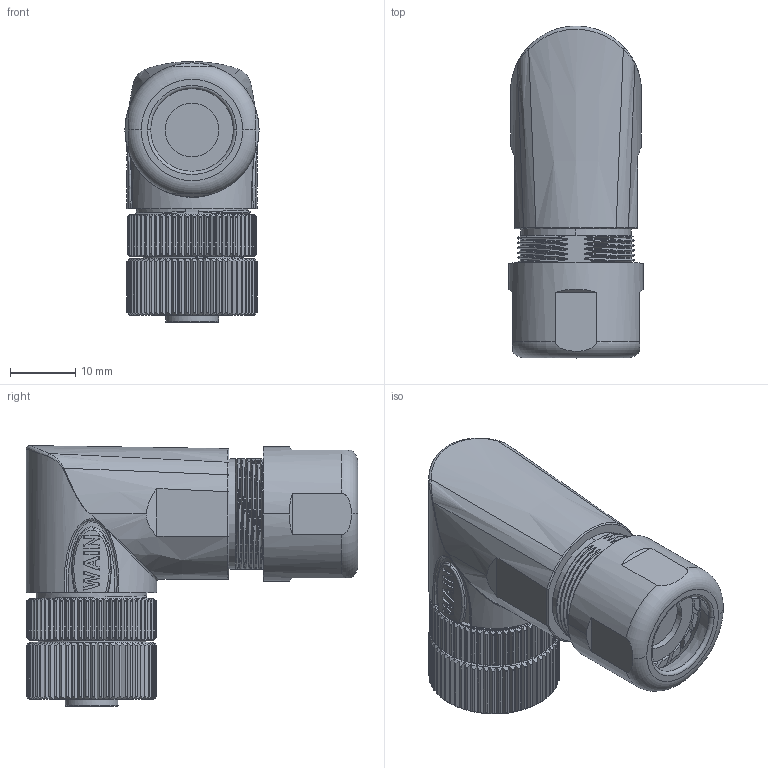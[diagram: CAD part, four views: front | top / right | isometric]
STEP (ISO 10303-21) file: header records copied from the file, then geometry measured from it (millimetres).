
FILE_DESCRIPTION((''),'2;1');
FILE_NAME('PRT0001','2021-01-06T',('zh.su'),(''),'PRO/ENGINEER BY PARAMETRIC TECHNOLOGY CORPORATION, 2012480','PRO/ENGINEER BY PARAMETRIC TECHNOLOGY CORPORATION, 2012480','');
FILE_SCHEMA(('CONFIG_CONTROL_DESIGN'));
Products named in the file (1): PRT0001
Bounding box: 20.5 x 50.72 x 39.85 mm (x, y, z)
Volume: 20098.6 mm3; surface area: 7826.4 mm2
Topology: 1 solids, 1 shells, 1362 faces, 3467 edges, 2137 vertices
Faces by surface type: plane 423, cylinder 378, cone 322, bspline 159, torus 71, extrusion 7, sphere 2
Entity records: 59613 total; most frequent: CARTESIAN_POINT 29403, ORIENTED_EDGE 6926, DIRECTION 5383, EDGE_CURVE 3463, AXIS2_PLACEMENT_3D 2160, VERTEX_POINT 2137, B_SPLINE_CURVE_WITH_KNOTS 1450, EDGE_LOOP 1440
